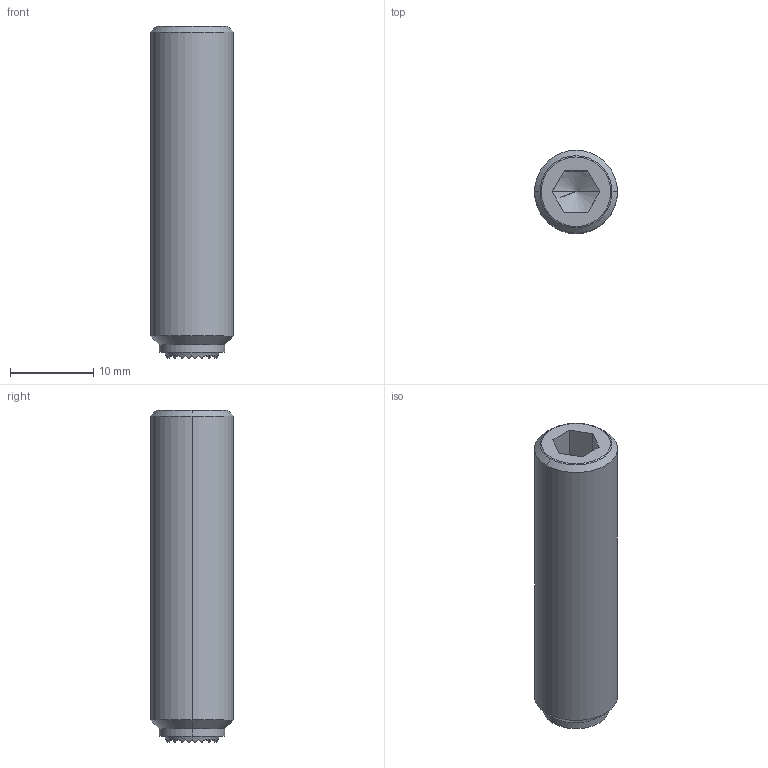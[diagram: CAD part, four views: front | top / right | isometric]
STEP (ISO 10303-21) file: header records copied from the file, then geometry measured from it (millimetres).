
FILE_DESCRIPTION(('STEP AP214'),'1');
FILE_NAME(' ',' ',('TraceParts'),('TraceParts S.A.'),'XStep 1.0',' ',' ');
FILE_SCHEMA(('automotive_design'));
Length unit declared in the file: millimetre
Products named in the file (2): 1; 2
Bounding box: 10 x 10 x 40 mm (x, y, z)
Volume: 3058.5 mm3; surface area: 1597 mm2
Topology: 2 solids, 2 shells, 282 faces, 602 edges, 321 vertices
Faces by surface type: plane 268, cone 8, cylinder 4, sphere 2
Entity records: 14086 total; most frequent: DIRECTION 1256, CARTESIAN_POINT 1215, STYLED_ITEM 1203, PRESENTATION_STYLE_ASSIGNMENT 1203, COLOUR_RGB 1203, ORIENTED_EDGE 1196, EDGE_CURVE 598, CURVE_STYLE 598
